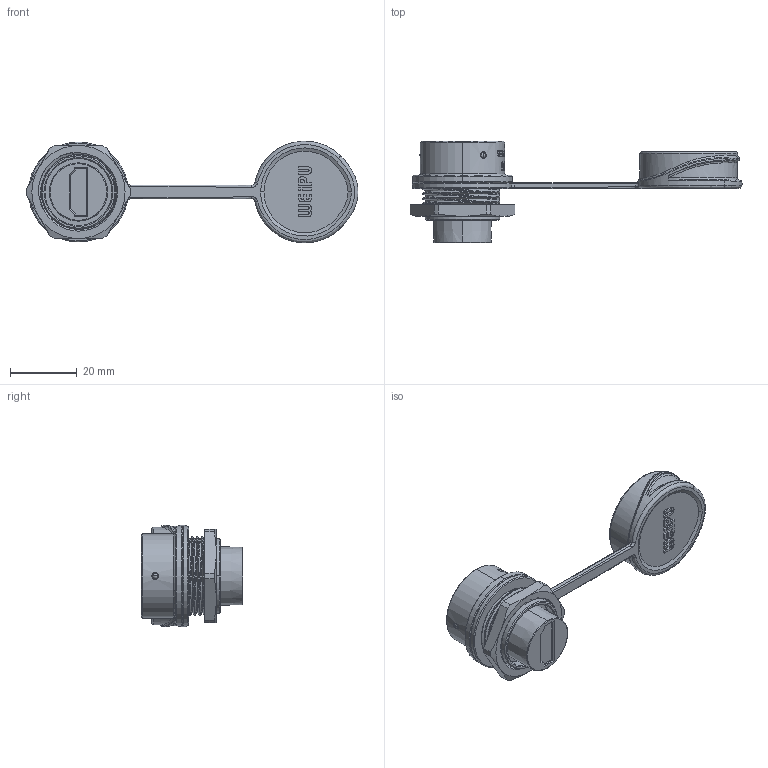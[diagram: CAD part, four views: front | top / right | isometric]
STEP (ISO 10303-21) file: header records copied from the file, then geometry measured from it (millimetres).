
FILE_DESCRIPTION((''),'2;1');
FILE_NAME('3D-SF2412-SHDMI2_0_ASM','2025-07-12T14:27:00',('Administrator'),(''),'CREO PARAMETRIC BY PTC INC, 2018050','CREO PARAMETRIC BY PTC INC, 2018050','');
FILE_SCHEMA(('CONFIG_CONTROL_DESIGN','SHAPE_APPEARANCE_LAYERS_GROUPS'));
Length unit declared in the file: millimetre
Products named in the file (8): SA24-ZMH_36_1_1_1; SA24-ZMH_36_1_2_1; SA24-ZMH_36_1_3_1; SA24-ZMH_36_1_4_1; SA24-ZMH_36_1_5_1; SA24-ZMH_36_1_ASM_1_ASM; 0_3D-SA2412-SHDMI2_0_ASM_1_ASM; 3D-SF2412-SHDMI2_0_ASM
Assembly tree (7 placements, depth 4):
  3D-SF2412-SHDMI2_0_ASM
    0_3D-SA2412-SHDMI2_0_ASM_1_ASM
      SA24-ZMH_36_1_ASM_1_ASM
        SA24-ZMH_36_1_1_1
        SA24-ZMH_36_1_2_1
        SA24-ZMH_36_1_3_1
        SA24-ZMH_36_1_4_1
        SA24-ZMH_36_1_5_1
Bounding box: 99.75 x 30.5 x 30.5 mm (x, y, z)
Volume: 15208.1 mm3; surface area: 11574.5 mm2
Topology: 5 solids, 5 shells, 783 faces, 2153 edges, 1407 vertices
Faces by surface type: plane 524, cylinder 125, bspline 50, cone 49, torus 20, sphere 12, extrusion 3
Entity records: 31549 total; most frequent: CARTESIAN_POINT 12431, ORIENTED_EDGE 4278, DIRECTION 3490, EDGE_CURVE 2139, VERTEX_POINT 1407, AXIS2_PLACEMENT_3D 1226, VECTOR 1038, LINE 1035
